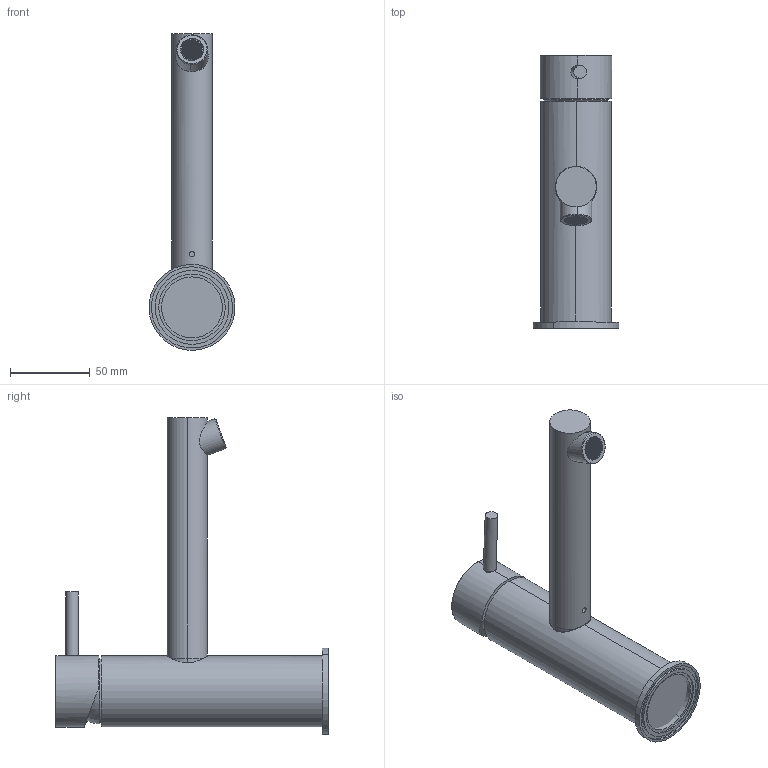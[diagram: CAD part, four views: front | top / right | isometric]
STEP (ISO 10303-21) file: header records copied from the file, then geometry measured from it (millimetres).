
FILE_DESCRIPTION (( 'STEP AP214' ), '1' );
FILE_NAME ('SBMC15_shell.STEP', '2018-10-08T00:12:21', ( 'khoa' ), ( '' ), 'SwSTEP 2.0', 'SolidWorks 2016', '' );
FILE_SCHEMA (( 'AUTOMOTIVE_DESIGN' ));
Length unit declared in the file: millimetre
Products named in the file (2): SBMC15_shell
Bounding box: 53.98 x 171.4 x 198.92 mm (x, y, z)
Volume: 324372.6 mm3; surface area: 56948.4 mm2
Topology: 6 solids, 6 shells, 1869 faces, 5685 edges, 3782 vertices
Faces by surface type: plane 1797, cylinder 54, cone 12, torus 4, bspline 2
Entity records: 85165 total; most frequent: CARTESIAN_POINT 12203, ORIENTED_EDGE 11370, DIRECTION 9631, EDGE_CURVE 5685, VECTOR 5425, LINE 5425, VERTEX_POINT 3782, EDGE_LOOP 2449
